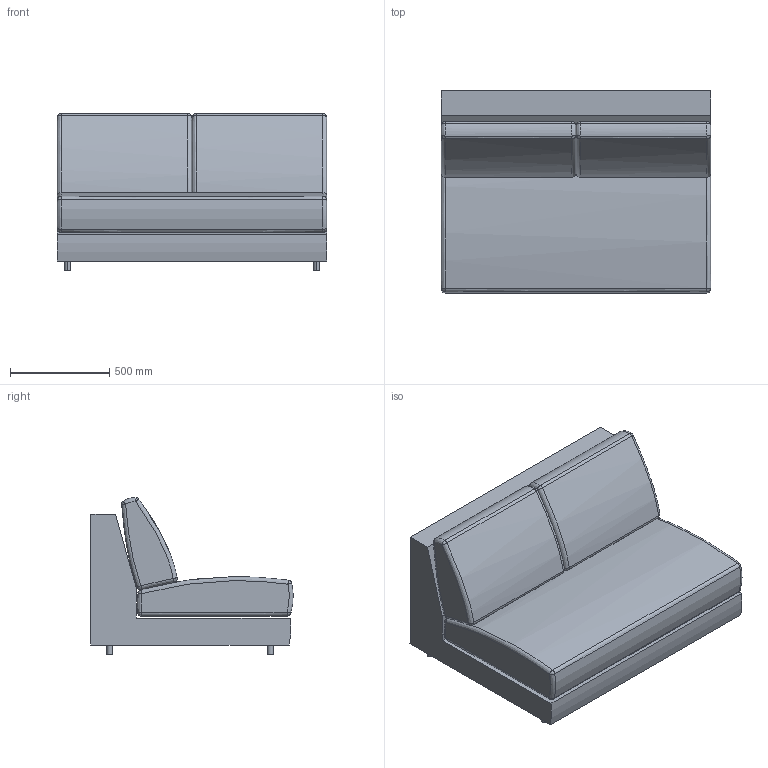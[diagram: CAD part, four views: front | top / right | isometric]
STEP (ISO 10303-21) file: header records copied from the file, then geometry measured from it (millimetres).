
FILE_DESCRIPTION(/* description */ (''),/* implementation_level */ '2;1');
FILE_NAME(/* name */ '800 Fashion divano 135 SB',/* time_stamp */ '2013-11-14T15:10:39+01:00',/* author */ (''),/* organization */ (''),/* preprocessor_version */ 'ST-DEVELOPER v10',/* originating_system */ '',/* authorisation */ '');
FILE_SCHEMA (('CONFIG_CONTROL_DESIGN'));
Length unit declared in the file: millimetre
Products named in the file (1): 1
Bounding box: 1359.62 x 1020.59 x 791.56 mm (x, y, z)
Volume: 299773961.1 mm3; surface area: 9553232.5 mm2
Topology: 7 solids, 8 shells, 104 faces, 193 edges, 104 vertices
Faces by surface type: bspline 104
Entity records: 3844 total; most frequent: CARTESIAN_POINT 2684, ORIENTED_EDGE 384, EDGE_CURVE 193, VERTEX_POINT 105, ADVANCED_FACE 104, FACE_OUTER_BOUND 104, EDGE_LOOP 104, B_SPLINE_CURVE_WITH_KNOTS 31
